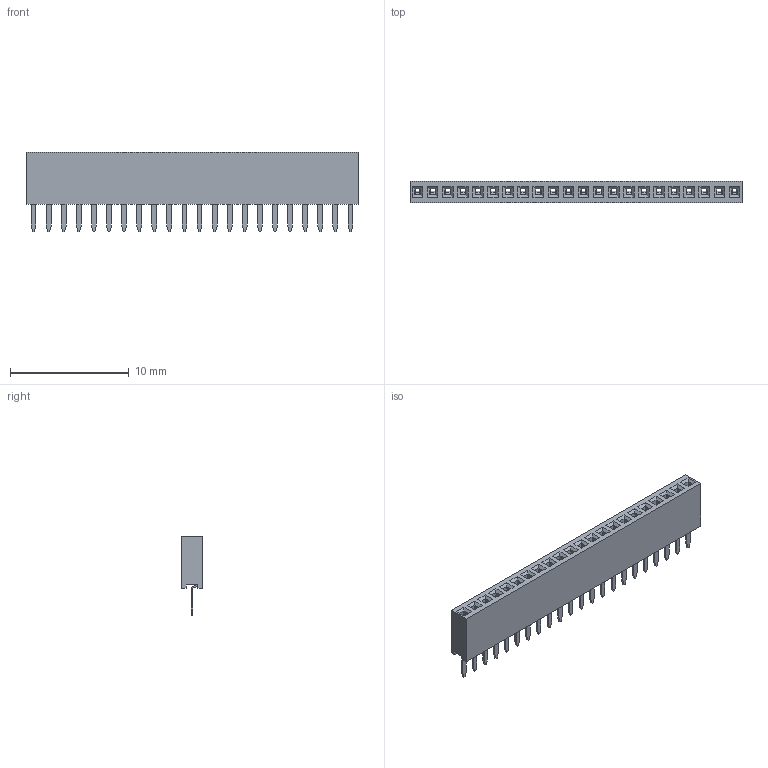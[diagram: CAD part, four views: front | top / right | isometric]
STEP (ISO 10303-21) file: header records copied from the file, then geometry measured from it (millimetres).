
FILE_DESCRIPTION(('STEP AP214'), '1');
FILE_NAME('PBS1.27', '', ('UNSPECIFIED'), ('UNSPECIFIED'), 'ASCON STEP Converter 1.6', 'ASCON Math Kernel', '');
FILE_SCHEMA(('AUTOMOTIVE_DESIGN { 1 0 10303 214 3 1 1}'));
Length unit declared in the file: millimetre
Bounding box: 27.94 x 1.8 x 6.7 mm (x, y, z)
Volume: 158.5 mm3; surface area: 1112 mm2
Topology: 23 solids, 23 shells, 1374 faces, 3632 edges, 2304 vertices
Faces by surface type: plane 1176, cylinder 198
Entity records: 52768 total; most frequent: CARTESIAN_POINT 7311, ORIENTED_EDGE 7264, DIRECTION 6778, EDGE_CURVE 3632, LINE 3236, VECTOR 3236, VERTEX_POINT 2304, AXIS2_PLACEMENT_3D 1771
